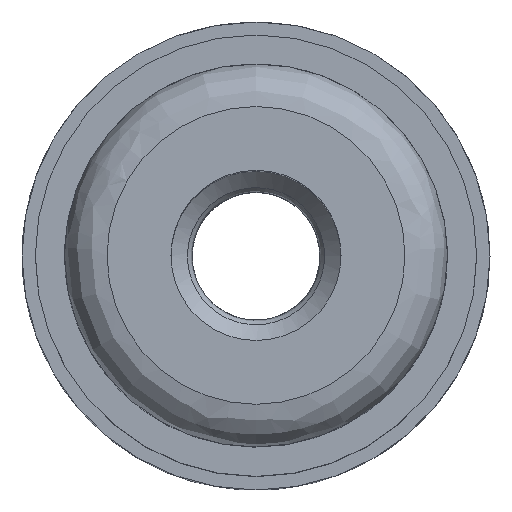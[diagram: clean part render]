
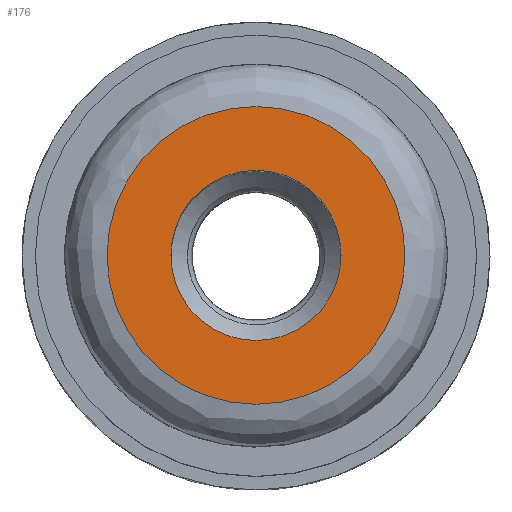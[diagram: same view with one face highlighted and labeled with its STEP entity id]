
A CAD part, top view. The second image highlights one B-rep face of the part: STEP entity #176.
In plain terms, the highlighted planar face has unit normal (0, 0, 1).
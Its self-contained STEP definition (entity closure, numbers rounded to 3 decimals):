
#176=ADVANCED_FACE('',(#216,#217),#196,.T.);
#196=PLANE('',#699);
#216=FACE_BOUND('',#266,.T.);
#217=FACE_BOUND('',#267,.T.);
#266=EDGE_LOOP('',(#423));
#267=EDGE_LOOP('',(#424));
#423=ORIENTED_EDGE('',*,*,#581,.T.);
#424=ORIENTED_EDGE('',*,*,#580,.T.);
#499=VERTEX_POINT('',#1227);
#500=VERTEX_POINT('',#1264);
#580=EDGE_CURVE('',#499,#499,#622,.T.);
#581=EDGE_CURVE('',#500,#500,#623,.T.);
#622=CIRCLE('',#697,2.8);
#623=CIRCLE('',#698,1.6);
#697=AXIS2_PLACEMENT_3D('',#1226,#857,#858);
#698=AXIS2_PLACEMENT_3D('',#1263,#859,#860);
#699=AXIS2_PLACEMENT_3D('',#1265,#861,#862);
#857=DIRECTION('',(0.,0.,1.));
#858=DIRECTION('',(-0.866,0.5,0.));
#859=DIRECTION('',(0.,0.,-1.));
#860=DIRECTION('',(0.5,0.866,0.));
#861=DIRECTION('',(0.,0.,1.));
#862=DIRECTION('',(-0.5,-0.866,0.));
#1226=CARTESIAN_POINT('',(0.,0.,12.4));
#1227=CARTESIAN_POINT('',(-2.425,1.4,12.4));
#1263=CARTESIAN_POINT('',(0.,0.,12.4));
#1264=CARTESIAN_POINT('',(0.8,1.386,12.4));
#1265=CARTESIAN_POINT('',(-1.384,5.164,12.4));
